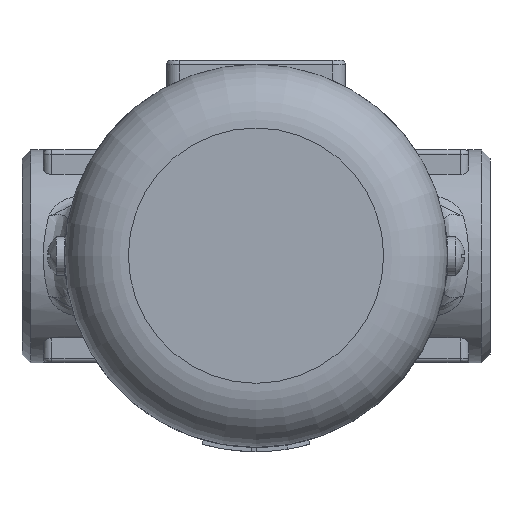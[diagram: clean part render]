
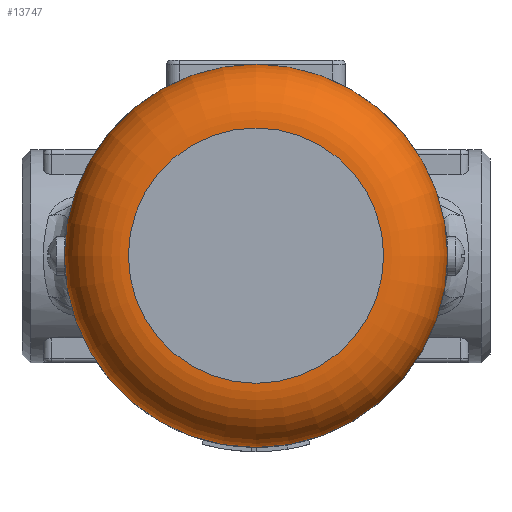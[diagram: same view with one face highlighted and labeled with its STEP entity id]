
A CAD part, top view. The second image highlights one B-rep face of the part: STEP entity #13747.
In plain terms, the highlighted toroidal (fillet/blend) face has major radius 30 mm and minor radius 15 mm.
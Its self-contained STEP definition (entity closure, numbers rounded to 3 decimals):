
#13716=CARTESIAN_POINT('',(30.,0.0,90.));
#13717=VERTEX_POINT('',#13716);
#13718=CARTESIAN_POINT('',(0.,0.0,90.));
#13719=DIRECTION('',(0.0,0.0,1.0));
#13720=DIRECTION('',(1.0,0.0,0.0));
#13721=AXIS2_PLACEMENT_3D('',#13718,#13719,#13720);
#13722=CIRCLE('',#13721,30.);
#13723=EDGE_CURVE('',#13717,#13717,#13722,.T.);
#13728=CARTESIAN_POINT('',(0.,0.0,75.));
#13729=DIRECTION('',(0.,0.0,1.0));
#13730=DIRECTION('',(1.0,0.0,0.0));
#13731=AXIS2_PLACEMENT_3D('',#13728,#13729,#13730);
#13732=TOROIDAL_SURFACE('',#13731,30.,15.);
#13733=ORIENTED_EDGE('',*,*,#13723,.F.);
#13734=EDGE_LOOP('',(#13733));
#13735=FACE_OUTER_BOUND('',#13734,.T.);
#13736=CARTESIAN_POINT('',(45.0,0.0,75.0));
#13737=VERTEX_POINT('',#13736);
#13738=CARTESIAN_POINT('',(0.,0.0,75.));
#13739=DIRECTION('',(0.0,0.0,1.0));
#13740=DIRECTION('',(1.0,0.0,0.0));
#13741=AXIS2_PLACEMENT_3D('',#13738,#13739,#13740);
#13742=CIRCLE('',#13741,45.);
#13743=EDGE_CURVE('',#13737,#13737,#13742,.T.);
#13744=ORIENTED_EDGE('',*,*,#13743,.T.);
#13745=EDGE_LOOP('',(#13744));
#13746=FACE_BOUND('',#13745,.T.);
#13747=ADVANCED_FACE('',(#13735,#13746),#13732,.T.);
